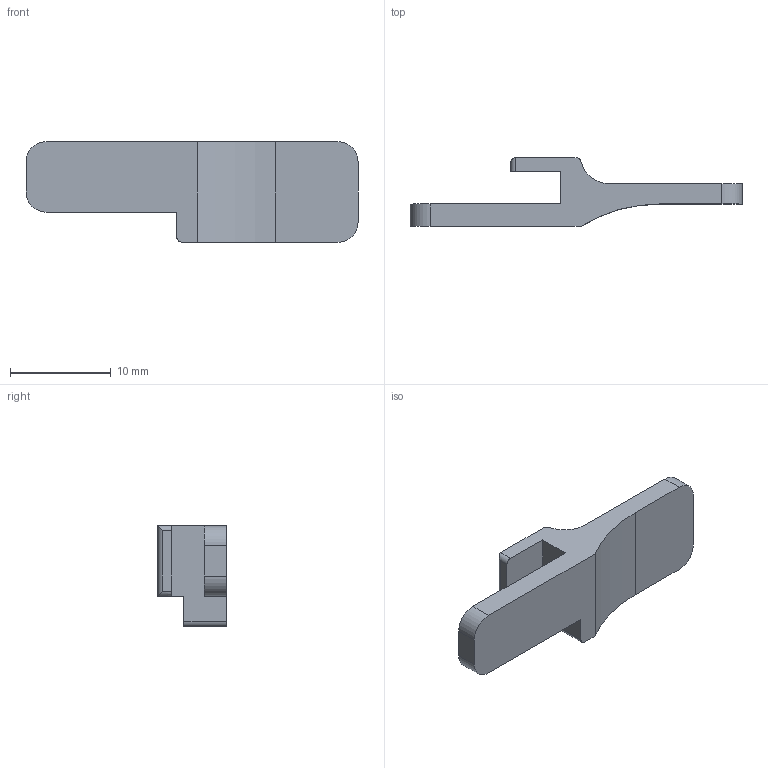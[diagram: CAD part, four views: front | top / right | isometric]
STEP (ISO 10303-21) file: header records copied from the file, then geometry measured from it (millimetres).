
FILE_DESCRIPTION(/* description */ (''),/* implementation_level */ '2;1');
FILE_NAME(/* name */ 'X endstop finger.step',/* time_stamp */ '2021-08-05T03:21:32+08:00',/* author */ (''),/* organization */ (''),/* preprocessor_version */ 'ST-DEVELOPER v18.1',/* originating_system */ 'Autodesk Translation Framework v10.9.0.1377',/* authorisation */ '');
FILE_SCHEMA (('AUTOMOTIVE_DESIGN { 1 0 10303 214 3 1 1 }'));
Length unit declared in the file: millimetre
Products named in the file (1): X endstop finger
Bounding box: 33 x 6.8 x 10 mm (x, y, z)
Volume: 779.2 mm3; surface area: 900.8 mm2
Topology: 1 solids, 1 shells, 25 faces, 67 edges, 44 vertices
Faces by surface type: plane 14, cylinder 11
Entity records: 818 total; most frequent: DIRECTION 139, CARTESIAN_POINT 137, ORIENTED_EDGE 134, EDGE_CURVE 67, LINE 47, VECTOR 47, AXIS2_PLACEMENT_3D 46, VERTEX_POINT 44
